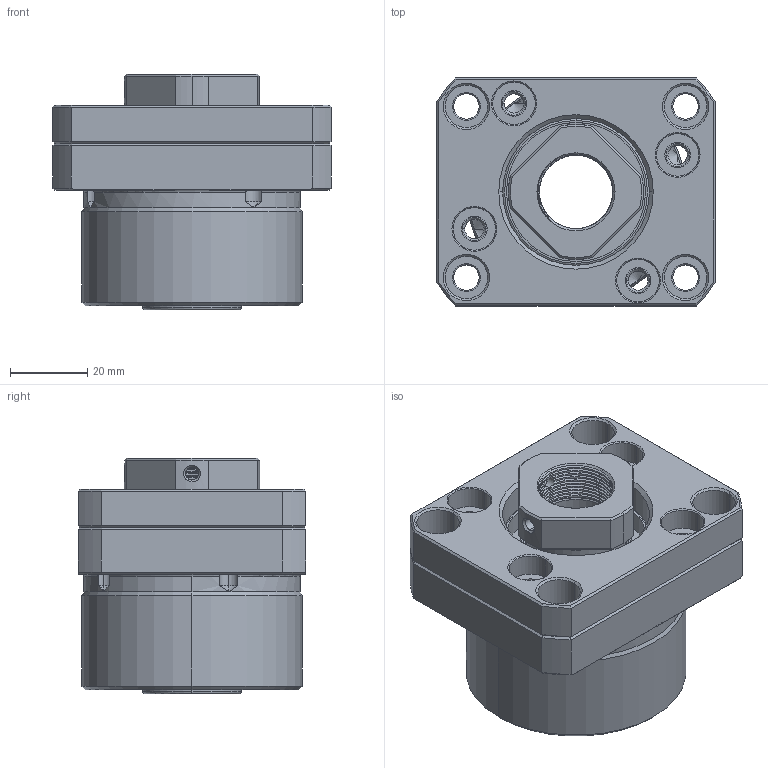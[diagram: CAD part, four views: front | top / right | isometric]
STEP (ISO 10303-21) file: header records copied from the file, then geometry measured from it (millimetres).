
FILE_DESCRIPTION (( 'STEP AP203' ), '1' );
FILE_NAME ('FKA20²Õ¦X¥ó.STEP', '2010-08-13T05:37:08', ( '' ), ( '' ), 'SwSTEP 2.0', 'SolidWorks 2008', '' );
FILE_SCHEMA (( 'CONFIG_CONTROL_DESIGN' ));
Length unit declared in the file: millimetre
Products named in the file (1): FKA20組合件
Bounding box: 72 x 59 x 61 mm (x, y, z)
Volume: 121859.3 mm3; surface area: 66337.1 mm2
Topology: 33 solids, 33 shells, 504 faces, 1220 edges, 737 vertices
Faces by surface type: cylinder 141, cone 129, torus 95, plane 77, sphere 44, bspline 18
Entity records: 23587 total; most frequent: CARTESIAN_POINT 12407, DIRECTION 2479, ORIENTED_EDGE 2208, EDGE_CURVE 1104, AXIS2_PLACEMENT_3D 1088, VERTEX_POINT 671, CIRCLE 601, EDGE_LOOP 567
